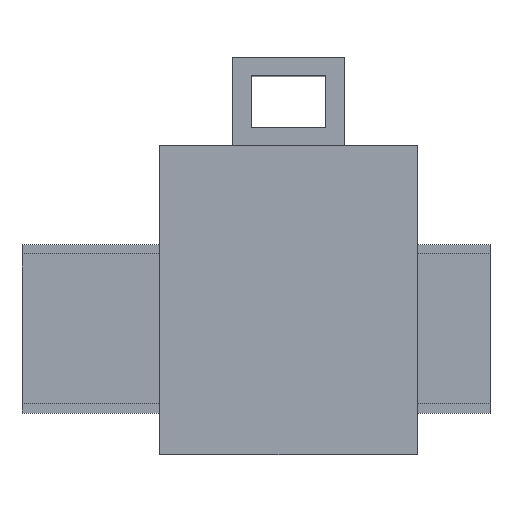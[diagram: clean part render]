
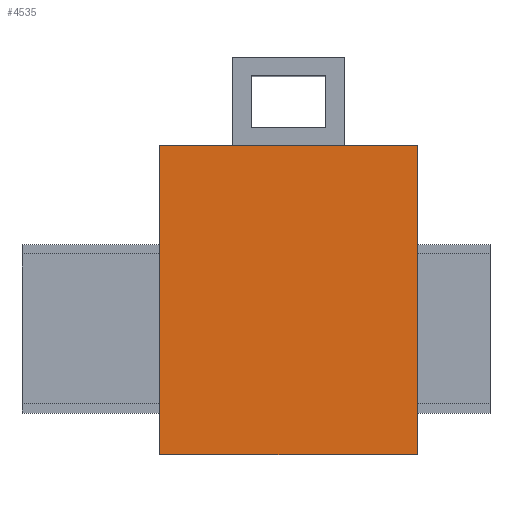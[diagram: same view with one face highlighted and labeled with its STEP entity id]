
A CAD part, top view. The second image highlights one B-rep face of the part: STEP entity #4535.
In plain terms, the highlighted free-form (B-spline) face has degree [1, 1] with [2, 2] control points.
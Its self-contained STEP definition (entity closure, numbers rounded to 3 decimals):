
#133 = VERTEX_POINT ( 'NONE', #2426 ) ;
#600 = CARTESIAN_POINT ( 'NONE',  ( -137.5, -165., 156. ) ) ;
#664 = ORIENTED_EDGE ( 'NONE', *, *, #5128, .F. ) ;
#692 = CARTESIAN_POINT ( 'NONE',  ( 137.5, -165., 156. ) ) ;
#1309 = ORIENTED_EDGE ( 'NONE', *, *, #5032, .T. ) ;
#1467 = B_SPLINE_CURVE_WITH_KNOTS ( 'NONE', 1,
 ( #2159, #4956 ),
 .UNSPECIFIED., .F., .F.,
 ( 2, 2 ),
 ( 0., 1. ),
 .UNSPECIFIED. ) ;
#1756 = CARTESIAN_POINT ( 'NONE',  ( -137.5, 165., 156. ) ) ;
#2083 = EDGE_LOOP ( 'NONE', ( #3459, #3638, #1309, #664 ) ) ;
#2108 = VERTEX_POINT ( 'NONE', #692 ) ;
#2159 = CARTESIAN_POINT ( 'NONE',  ( -137.5, 165., 156. ) ) ;
#2354 = CARTESIAN_POINT ( 'NONE',  ( 137.5, 165., 156. ) ) ;
#2356 = VERTEX_POINT ( 'NONE', #3674 ) ;
#2426 = CARTESIAN_POINT ( 'NONE',  ( -137.5, -165., 156. ) ) ;
#2818 = CARTESIAN_POINT ( 'NONE',  ( 137.5, -165., 156. ) ) ;
#3085 = CARTESIAN_POINT ( 'NONE',  ( 137.5, 165., 156. ) ) ;
#3373 = CARTESIAN_POINT ( 'NONE',  ( -137.5, -165., 156. ) ) ;
#3459 = ORIENTED_EDGE ( 'NONE', *, *, #3611, .F. ) ;
#3508 = VERTEX_POINT ( 'NONE', #3085 ) ;
#3604 = EDGE_CURVE ( 'NONE', #2356, #3508, #3903, .T. ) ;
#3611 = EDGE_CURVE ( 'NONE', #3508, #2108, #5083, .T. ) ;
#3638 = ORIENTED_EDGE ( 'NONE', *, *, #3604, .F. ) ;
#3674 = CARTESIAN_POINT ( 'NONE',  ( -137.5, 165., 156. ) ) ;
#3903 = B_SPLINE_CURVE_WITH_KNOTS ( 'NONE', 1,
 ( #4330, #4763 ),
 .UNSPECIFIED., .F., .F.,
 ( 2, 2 ),
 ( 0., 1. ),
 .UNSPECIFIED. ) ;
#4154 = CARTESIAN_POINT ( 'NONE',  ( 137.5, 165., 156. ) ) ;
#4170 = CARTESIAN_POINT ( 'NONE',  ( 137.5, -165., 156. ) ) ;
#4282 = B_SPLINE_CURVE_WITH_KNOTS ( 'NONE', 1,
 ( #4555, #3373 ),
 .UNSPECIFIED., .F., .F.,
 ( 2, 2 ),
 ( 0., 1. ),
 .UNSPECIFIED. ) ;
#4330 = CARTESIAN_POINT ( 'NONE',  ( -137.5, 165., 156. ) ) ;
#4535 = ADVANCED_FACE ( 'NONE', ( #5107 ), #4980, .F. ) ;
#4555 = CARTESIAN_POINT ( 'NONE',  ( 137.5, -165., 156. ) ) ;
#4763 = CARTESIAN_POINT ( 'NONE',  ( 137.5, 165., 156. ) ) ;
#4956 = CARTESIAN_POINT ( 'NONE',  ( -137.5, -165., 156. ) ) ;
#4980 = B_SPLINE_SURFACE_WITH_KNOTS ( 'NONE', 1, 1, ( 
 ( #4170, #4154 ),
 ( #600, #1756 ) ),
 .UNSPECIFIED., .F., .F., .F.,
 ( 2, 2 ),
 ( 2, 2 ),
 ( 0., 1. ),
 ( 0., 1. ),
 .UNSPECIFIED. ) ;
#5032 = EDGE_CURVE ( 'NONE', #2356, #133, #1467, .T. ) ;
#5083 = B_SPLINE_CURVE_WITH_KNOTS ( 'NONE', 1,
 ( #2354, #2818 ),
 .UNSPECIFIED., .F., .F.,
 ( 2, 2 ),
 ( 0., 1. ),
 .UNSPECIFIED. ) ;
#5107 = FACE_OUTER_BOUND ( 'NONE', #2083, .T. ) ;
#5128 = EDGE_CURVE ( 'NONE', #2108, #133, #4282, .T. ) ;
